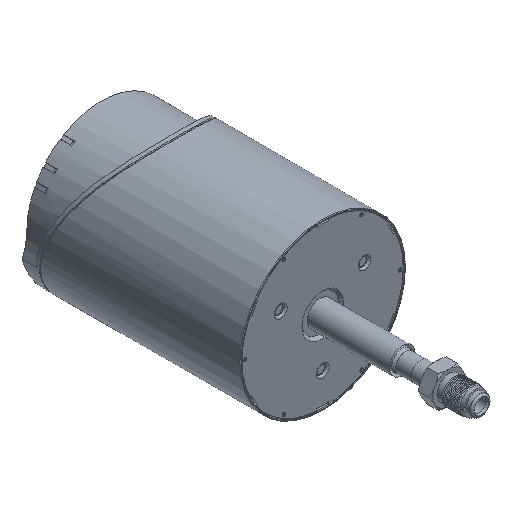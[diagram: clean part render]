
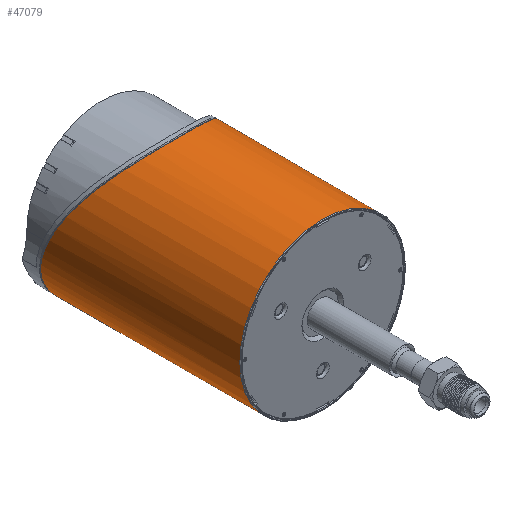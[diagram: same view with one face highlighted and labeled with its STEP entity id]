
A CAD part, isometric view. The second image highlights one B-rep face of the part: STEP entity #47079.
In plain terms, the highlighted cylindrical face has radius 41 mm (diameter 82 mm), a full revolution.
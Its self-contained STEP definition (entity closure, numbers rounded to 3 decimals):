
#4610=FACE_OUTER_BOUND('',#7224,.T.);
#7224=EDGE_LOOP('',(#40803,#40804,#40805,#40806,#40807,#40808));
#8400=CIRCLE('',#50133,41.);
#8402=CIRCLE('',#50135,41.);
#12687=LINE('',#83804,#16916);
#16916=VECTOR('',#60285,41.);
#18056=B_SPLINE_CURVE_WITH_KNOTS('',3,(#83806,#83807,#83808,#83809,#83810,
#83811,#83812,#83813,#83814,#83815,#83816,#83817,#83818),.UNSPECIFIED.,
 .F.,.F.,(4,1,1,1,1,1,1,1,1,1,4),(-26.603,-26.128,-25.653,
-25.178,-24.703,-23.753,-22.803,
-22.169,-21.536,-20.269,-19.712),
 .UNSPECIFIED.);
#18057=B_SPLINE_CURVE_WITH_KNOTS('',3,(#83819,#83820,#83821,#83822,#83823,
#83824,#83825,#83826,#83827,#83828,#83829,#83830,#83831,#83832,#83833,#83834,
#83835,#83836,#83837,#83838,#83839,#83840,#83841,#83842,#83843),
 .UNSPECIFIED.,.F.,.F.,(4,1,1,1,1,1,1,1,1,1,1,1,1,1,1,1,1,1,1,1,1,1,4),
(-19.712,-19.636,-19.002,-17.735,
-16.469,-15.202,-13.935,-12.668,
-11.401,-10.135,-8.868,-7.601,
-6.967,-6.334,-5.067,-4.434,
-3.8,-2.85,-1.9,-1.425,
-0.95,-0.475,0.),.UNSPECIFIED.);
#22042=VERTEX_POINT('',#83797);
#22043=VERTEX_POINT('',#83798);
#22044=VERTEX_POINT('',#83803);
#22045=VERTEX_POINT('',#83805);
#28448=EDGE_CURVE('',#22042,#22043,#8400,.T.);
#28450=EDGE_CURVE('',#22043,#22042,#8402,.T.);
#28451=EDGE_CURVE('',#22042,#22044,#12687,.T.);
#28452=EDGE_CURVE('',#22045,#22044,#18056,.T.);
#28453=EDGE_CURVE('',#22044,#22045,#18057,.T.);
#40803=ORIENTED_EDGE('',*,*,#28448,.F.);
#40804=ORIENTED_EDGE('',*,*,#28451,.T.);
#40805=ORIENTED_EDGE('',*,*,#28452,.F.);
#40806=ORIENTED_EDGE('',*,*,#28453,.F.);
#40807=ORIENTED_EDGE('',*,*,#28451,.F.);
#40808=ORIENTED_EDGE('',*,*,#28450,.F.);
#42366=CYLINDRICAL_SURFACE('',#50136,41.);
#47079=ADVANCED_FACE('',(#4610),#42366,.T.);
#50133=AXIS2_PLACEMENT_3D('',#83799,#60277,#60278);
#50135=AXIS2_PLACEMENT_3D('',#83801,#60281,#60282);
#50136=AXIS2_PLACEMENT_3D('',#83802,#60283,#60284);
#60277=DIRECTION('center_axis',(0.,-1.,0.));
#60278=DIRECTION('ref_axis',(-1.,0.,0.));
#60281=DIRECTION('center_axis',(0.,-1.,0.));
#60282=DIRECTION('ref_axis',(-1.,0.,0.));
#60283=DIRECTION('center_axis',(0.,-1.,0.));
#60284=DIRECTION('ref_axis',(-1.,0.,0.));
#60285=DIRECTION('',(0.,1.,0.));
#83797=CARTESIAN_POINT('',(41.,-68.6,0.));
#83798=CARTESIAN_POINT('',(-41.,-68.6,0.));
#83799=CARTESIAN_POINT('Origin',(0.,-68.6,
0.));
#83801=CARTESIAN_POINT('Origin',(0.,-68.6,
0.));
#83802=CARTESIAN_POINT('Origin',(0.,40.8,
0.));
#83803=CARTESIAN_POINT('',(41.,28.163,0.001));
#83804=CARTESIAN_POINT('',(41.,40.8,0.));
#83805=CARTESIAN_POINT('',(0.,2.167,41.));
#83806=CARTESIAN_POINT('Ctrl Pts',(0.,2.167,
41.));
#83807=CARTESIAN_POINT('Ctrl Pts',(1.057,2.167,41.));
#83808=CARTESIAN_POINT('Ctrl Pts',(3.187,2.247,40.918));
#83809=CARTESIAN_POINT('Ctrl Pts',(6.597,2.632,40.522));
#83810=CARTESIAN_POINT('Ctrl Pts',(10.654,3.442,39.679));
#83811=CARTESIAN_POINT('Ctrl Pts',(16.679,5.294,37.695));
#83812=CARTESIAN_POINT('Ctrl Pts',(23.855,8.717,33.826));
#83813=CARTESIAN_POINT('Ctrl Pts',(30.338,13.255,27.976));
#83814=CARTESIAN_POINT('Ctrl Pts',(34.786,17.282,22.001));
#83815=CARTESIAN_POINT('Ctrl Pts',(38.589,21.582,14.817));
#83816=CARTESIAN_POINT('Ctrl Pts',(40.622,25.215,7.479));
#83817=CARTESIAN_POINT('Ctrl Pts',(41.,27.504,1.767));
#83818=CARTESIAN_POINT('Ctrl Pts',(41.,28.163,0.001));
#83819=CARTESIAN_POINT('Ctrl Pts',(41.,28.163,0.001));
#83820=CARTESIAN_POINT('Ctrl Pts',(41.,28.253,-0.241));
#83821=CARTESIAN_POINT('Ctrl Pts',(40.981,29.085,-2.494));
#83822=CARTESIAN_POINT('Ctrl Pts',(40.4,31.22,-8.867));
#83823=CARTESIAN_POINT('Ctrl Pts',(37.12,33.67,-18.921));
#83824=CARTESIAN_POINT('Ctrl Pts',(29.505,35.13,-29.442));
#83825=CARTESIAN_POINT('Ctrl Pts',(18.938,35.573,-37.133));
#83826=CARTESIAN_POINT('Ctrl Pts',(6.528,35.598,-41.167));
#83827=CARTESIAN_POINT('Ctrl Pts',(-6.527,35.598,-41.167));
#83828=CARTESIAN_POINT('Ctrl Pts',(-18.938,35.573,-37.133));
#83829=CARTESIAN_POINT('Ctrl Pts',(-29.507,35.13,-29.44));
#83830=CARTESIAN_POINT('Ctrl Pts',(-37.118,33.67,-18.923));
#83831=CARTESIAN_POINT('Ctrl Pts',(-40.401,31.22,-8.866));
#83832=CARTESIAN_POINT('Ctrl Pts',(-41.144,28.483,-0.697));
#83833=CARTESIAN_POINT('Ctrl Pts',(-40.686,25.327,7.252));
#83834=CARTESIAN_POINT('Ctrl Pts',(-38.589,21.582,14.817));
#83835=CARTESIAN_POINT('Ctrl Pts',(-34.786,17.282,22.001));
#83836=CARTESIAN_POINT('Ctrl Pts',(-30.338,13.255,27.976));
#83837=CARTESIAN_POINT('Ctrl Pts',(-23.855,8.717,33.826));
#83838=CARTESIAN_POINT('Ctrl Pts',(-16.679,5.294,37.695));
#83839=CARTESIAN_POINT('Ctrl Pts',(-10.654,3.442,39.679));
#83840=CARTESIAN_POINT('Ctrl Pts',(-6.597,2.632,40.522));
#83841=CARTESIAN_POINT('Ctrl Pts',(-3.187,2.247,40.918));
#83842=CARTESIAN_POINT('Ctrl Pts',(-1.057,2.167,41.));
#83843=CARTESIAN_POINT('Ctrl Pts',(0.,2.167,
41.));
